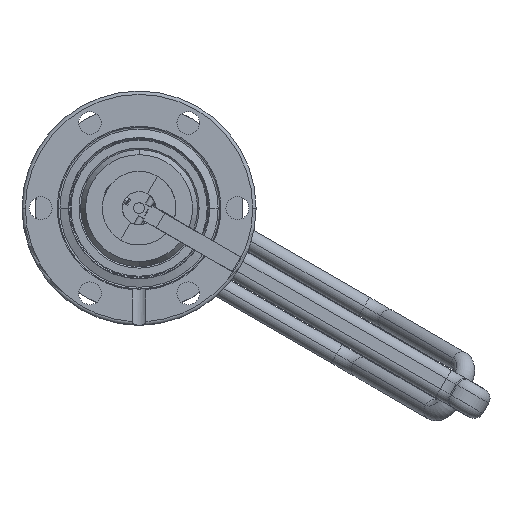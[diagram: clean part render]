
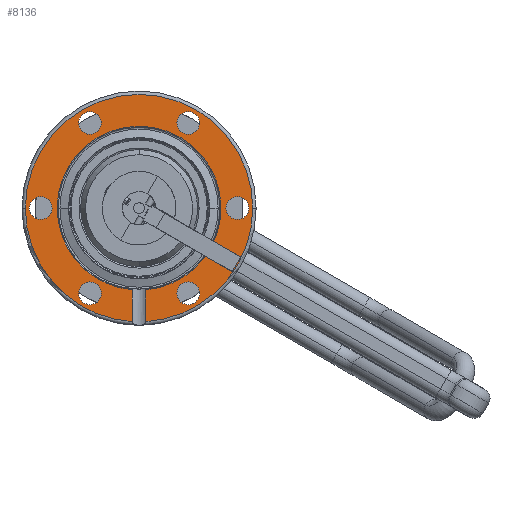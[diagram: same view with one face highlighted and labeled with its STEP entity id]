
A CAD part, left-side view. The second image highlights one B-rep face of the part: STEP entity #8136.
In plain terms, the highlighted planar face has unit normal (-1, 0, 0).
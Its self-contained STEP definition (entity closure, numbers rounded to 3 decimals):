
#1839=CARTESIAN_POINT('',(0.,0.,0.));
#1840=DIRECTION('',(1.,0.,0.));
#1841=DIRECTION('',(0.,0.06,-0.998));
#1842=AXIS2_PLACEMENT_3D('',#1839,#1840,#1841);
#1844=CARTESIAN_POINT('',(0.,0.,0.));
#1845=DIRECTION('',(1.,0.,0.));
#1846=DIRECTION('',(0.,1.,0.));
#1847=AXIS2_PLACEMENT_3D('',#1844,#1845,#1846);
#1849=CARTESIAN_POINT('',(0.,0.,0.));
#1850=DIRECTION('',(1.,0.,0.));
#1851=DIRECTION('',(0.,-1.,0.));
#1852=AXIS2_PLACEMENT_3D('',#1849,#1850,#1851);
#1854=CARTESIAN_POINT('',(0.,0.,0.));
#1855=DIRECTION('',(-1.,0.,0.));
#1856=DIRECTION('',(0.,-0.083,-0.997));
#1857=AXIS2_PLACEMENT_3D('',#1854,#1855,#1856);
#1859=CARTESIAN_POINT('',(0.,0.,0.));
#1860=DIRECTION('',(-1.,0.,0.));
#1861=DIRECTION('',(0.,-1.,0.));
#1862=AXIS2_PLACEMENT_3D('',#1859,#1860,#1861);
#1864=CARTESIAN_POINT('',(0.,0.,0.));
#1865=DIRECTION('',(-1.,0.,0.));
#1866=DIRECTION('',(0.,1.,0.));
#1867=AXIS2_PLACEMENT_3D('',#1864,#1865,#1866);
#1869=CARTESIAN_POINT('',(0.,29.35,0.));
#1870=DIRECTION('',(-1.,0.,0.));
#1871=DIRECTION('',(0.,0.5,-0.866));
#1872=AXIS2_PLACEMENT_3D('',#1869,#1870,#1871);
#1874=CARTESIAN_POINT('',(0.,29.35,0.));
#1875=DIRECTION('',(-1.,0.,0.));
#1876=DIRECTION('',(0.,-0.5,0.866));
#1877=AXIS2_PLACEMENT_3D('',#1874,#1875,#1876);
#1879=CARTESIAN_POINT('',(0.,14.675,-25.418));
#1880=DIRECTION('',(-1.,0.,0.));
#1881=DIRECTION('',(0.,-0.5,-0.866));
#1882=AXIS2_PLACEMENT_3D('',#1879,#1880,#1881);
#1884=CARTESIAN_POINT('',(0.,14.675,-25.418));
#1885=DIRECTION('',(-1.,0.,0.));
#1886=DIRECTION('',(0.,0.5,0.866));
#1887=AXIS2_PLACEMENT_3D('',#1884,#1885,#1886);
#1889=CARTESIAN_POINT('',(0.,-14.675,-25.418));
#1890=DIRECTION('',(-1.,0.,0.));
#1891=DIRECTION('',(0.,-1.,0.));
#1892=AXIS2_PLACEMENT_3D('',#1889,#1890,#1891);
#1894=CARTESIAN_POINT('',(0.,-14.675,-25.418));
#1895=DIRECTION('',(-1.,0.,0.));
#1896=DIRECTION('',(0.,1.,0.));
#1897=AXIS2_PLACEMENT_3D('',#1894,#1895,#1896);
#1899=CARTESIAN_POINT('',(0.,14.675,25.418));
#1900=DIRECTION('',(-1.,0.,0.));
#1901=DIRECTION('',(0.,1.,0.));
#1902=AXIS2_PLACEMENT_3D('',#1899,#1900,#1901);
#1904=CARTESIAN_POINT('',(0.,14.675,25.418));
#1905=DIRECTION('',(-1.,0.,0.));
#1906=DIRECTION('',(0.,-1.,0.));
#1907=AXIS2_PLACEMENT_3D('',#1904,#1905,#1906);
#1909=CARTESIAN_POINT('',(0.,-29.35,0.));
#1910=DIRECTION('',(-1.,0.,0.));
#1911=DIRECTION('',(0.,-0.5,0.866));
#1912=AXIS2_PLACEMENT_3D('',#1909,#1910,#1911);
#1914=CARTESIAN_POINT('',(0.,-29.35,0.));
#1915=DIRECTION('',(-1.,0.,0.));
#1916=DIRECTION('',(0.,0.5,-0.866));
#1917=AXIS2_PLACEMENT_3D('',#1914,#1915,#1916);
#1919=CARTESIAN_POINT('',(0.,-14.675,25.418));
#1920=DIRECTION('',(-1.,0.,0.));
#1921=DIRECTION('',(0.,0.5,0.866));
#1922=AXIS2_PLACEMENT_3D('',#1919,#1920,#1921);
#1924=CARTESIAN_POINT('',(0.,-14.675,25.418));
#1925=DIRECTION('',(-1.,0.,0.));
#1926=DIRECTION('',(0.,-0.5,-0.866));
#1927=AXIS2_PLACEMENT_3D('',#1924,#1925,#1926);
#1929=DIRECTION('',(0.,0.,1.));
#1930=VECTOR('',#1929,9.524);
#1931=CARTESIAN_POINT('',(0.,2.04,-33.889));
#1932=LINE('',#1931,#1930);
#1933=DIRECTION('',(0.,0.,-1.));
#1934=VECTOR('',#1933,9.524);
#1935=CARTESIAN_POINT('',(0.,-2.04,
-24.365));
#1936=LINE('',#1935,#1934);
#4952=CARTESIAN_POINT('',(0.,33.95,0.));
#4953=VERTEX_POINT('',#4952);
#4954=CARTESIAN_POINT('',(0.,-33.95,0.));
#4955=VERTEX_POINT('',#4954);
#4956=CARTESIAN_POINT('',(0.,2.04,
-33.889));
#4957=VERTEX_POINT('',#4956);
#4958=CARTESIAN_POINT('',(0.,-2.04,
-33.889));
#4959=VERTEX_POINT('',#4958);
#4960=CARTESIAN_POINT('',(0.,-2.04,
-24.365));
#4961=CARTESIAN_POINT('',(0.,-24.45,0.));
#4962=VERTEX_POINT('',#4960);
#4963=VERTEX_POINT('',#4961);
#4964=CARTESIAN_POINT('',(0.,24.45,0.));
#4965=VERTEX_POINT('',#4964);
#4966=CARTESIAN_POINT('',(0.,2.04,
-24.365));
#4967=VERTEX_POINT('',#4966);
#4968=CARTESIAN_POINT('',(0.,31.05,-2.944));
#4969=CARTESIAN_POINT('',(0.,27.65,2.944));
#4970=VERTEX_POINT('',#4968);
#4971=VERTEX_POINT('',#4969);
#4972=CARTESIAN_POINT('',(0.,12.975,-28.362));
#4973=CARTESIAN_POINT('',(0.,16.375,-22.473));
#4974=VERTEX_POINT('',#4972);
#4975=VERTEX_POINT('',#4973);
#4976=CARTESIAN_POINT('',(0.,-18.075,-25.418));
#4977=CARTESIAN_POINT('',(0.,-11.275,-25.418));
#4978=VERTEX_POINT('',#4976);
#4979=VERTEX_POINT('',#4977);
#4980=CARTESIAN_POINT('',(0.,18.075,25.418));
#4981=CARTESIAN_POINT('',(0.,11.275,25.418));
#4982=VERTEX_POINT('',#4980);
#4983=VERTEX_POINT('',#4981);
#4984=CARTESIAN_POINT('',(0.,-31.05,2.944));
#4985=CARTESIAN_POINT('',(0.,-27.65,-2.944));
#4986=VERTEX_POINT('',#4984);
#4987=VERTEX_POINT('',#4985);
#4988=CARTESIAN_POINT('',(0.,-12.975,28.362));
#4989=CARTESIAN_POINT('',(0.,-16.375,22.473));
#4990=VERTEX_POINT('',#4988);
#4991=VERTEX_POINT('',#4989);
#8080=CARTESIAN_POINT('',(0.,0.,0.031));
#8081=DIRECTION('',(1.,0.,0.));
#8082=DIRECTION('',(0.,-1.,0.));
#8083=AXIS2_PLACEMENT_3D('',#8080,#8081,#8082);
#8084=PLANE('',#8083);
#8086=ORIENTED_EDGE('',*,*,#8085,.F.);
#8087=ORIENTED_EDGE('',*,*,#8071,.T.);
#8088=ORIENTED_EDGE('',*,*,#8055,.T.);
#8089=ORIENTED_EDGE('',*,*,#8075,.T.);
#8091=ORIENTED_EDGE('',*,*,#8090,.F.);
#8093=ORIENTED_EDGE('',*,*,#8092,.T.);
#8095=ORIENTED_EDGE('',*,*,#8094,.T.);
#8097=ORIENTED_EDGE('',*,*,#8096,.T.);
#8098=EDGE_LOOP('',(#8086,#8087,#8088,#8089,#8091,#8093,#8095,#8097));
#8099=FACE_OUTER_BOUND('',#8098,.F.);
#8101=ORIENTED_EDGE('',*,*,#8100,.T.);
#8103=ORIENTED_EDGE('',*,*,#8102,.T.);
#8104=EDGE_LOOP('',(#8101,#8103));
#8105=FACE_BOUND('',#8104,.F.);
#8107=ORIENTED_EDGE('',*,*,#8106,.T.);
#8109=ORIENTED_EDGE('',*,*,#8108,.T.);
#8110=EDGE_LOOP('',(#8107,#8109));
#8111=FACE_BOUND('',#8110,.F.);
#8113=ORIENTED_EDGE('',*,*,#8112,.T.);
#8115=ORIENTED_EDGE('',*,*,#8114,.T.);
#8116=EDGE_LOOP('',(#8113,#8115));
#8117=FACE_BOUND('',#8116,.F.);
#8119=ORIENTED_EDGE('',*,*,#8118,.T.);
#8121=ORIENTED_EDGE('',*,*,#8120,.T.);
#8122=EDGE_LOOP('',(#8119,#8121));
#8123=FACE_BOUND('',#8122,.F.);
#8125=ORIENTED_EDGE('',*,*,#8124,.T.);
#8127=ORIENTED_EDGE('',*,*,#8126,.T.);
#8128=EDGE_LOOP('',(#8125,#8127));
#8129=FACE_BOUND('',#8128,.F.);
#8131=ORIENTED_EDGE('',*,*,#8130,.T.);
#8133=ORIENTED_EDGE('',*,*,#8132,.T.);
#8134=EDGE_LOOP('',(#8131,#8133));
#8135=FACE_BOUND('',#8134,.F.);
#8136=ADVANCED_FACE('',(#8099,#8105,#8111,#8117,#8123,#8129,#8135),#8084,.F.);
#1843=CIRCLE('',#1842,33.95);
#1848=CIRCLE('',#1847,33.95);
#1853=CIRCLE('',#1852,33.95);
#1858=CIRCLE('',#1857,24.45);
#1863=CIRCLE('',#1862,24.45);
#1868=CIRCLE('',#1867,24.45);
#1873=CIRCLE('',#1872,3.4);
#1878=CIRCLE('',#1877,3.4);
#1883=CIRCLE('',#1882,3.4);
#1888=CIRCLE('',#1887,3.4);
#1893=CIRCLE('',#1892,3.4);
#1898=CIRCLE('',#1897,3.4);
#1903=CIRCLE('',#1902,3.4);
#1908=CIRCLE('',#1907,3.4);
#1913=CIRCLE('',#1912,3.4);
#1918=CIRCLE('',#1917,3.4);
#1923=CIRCLE('',#1922,3.4);
#1928=CIRCLE('',#1927,3.4);
#8055=EDGE_CURVE('',#4953,#4955,#1848,.T.);
#8071=EDGE_CURVE('',#4957,#4953,#1843,.T.);
#8075=EDGE_CURVE('',#4955,#4959,#1853,.T.);
#8085=EDGE_CURVE('',#4957,#4967,#1932,.T.);
#8090=EDGE_CURVE('',#4962,#4959,#1936,.T.);
#8092=EDGE_CURVE('',#4962,#4963,#1858,.T.);
#8094=EDGE_CURVE('',#4963,#4965,#1863,.T.);
#8096=EDGE_CURVE('',#4965,#4967,#1868,.T.);
#8100=EDGE_CURVE('',#4970,#4971,#1873,.T.);
#8102=EDGE_CURVE('',#4971,#4970,#1878,.T.);
#8106=EDGE_CURVE('',#4974,#4975,#1883,.T.);
#8108=EDGE_CURVE('',#4975,#4974,#1888,.T.);
#8112=EDGE_CURVE('',#4978,#4979,#1893,.T.);
#8114=EDGE_CURVE('',#4979,#4978,#1898,.T.);
#8118=EDGE_CURVE('',#4982,#4983,#1903,.T.);
#8120=EDGE_CURVE('',#4983,#4982,#1908,.T.);
#8124=EDGE_CURVE('',#4986,#4987,#1913,.T.);
#8126=EDGE_CURVE('',#4987,#4986,#1918,.T.);
#8130=EDGE_CURVE('',#4990,#4991,#1923,.T.);
#8132=EDGE_CURVE('',#4991,#4990,#1928,.T.);
